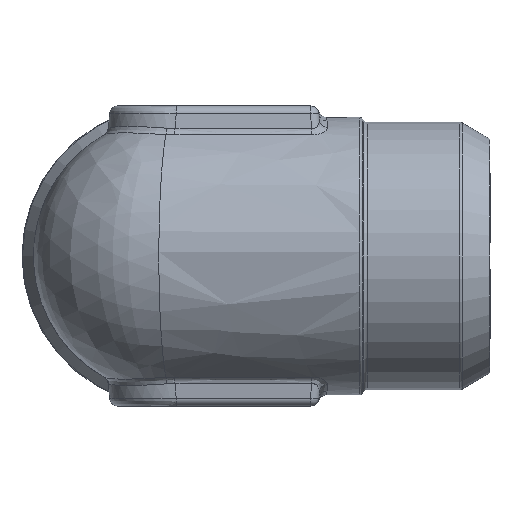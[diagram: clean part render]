
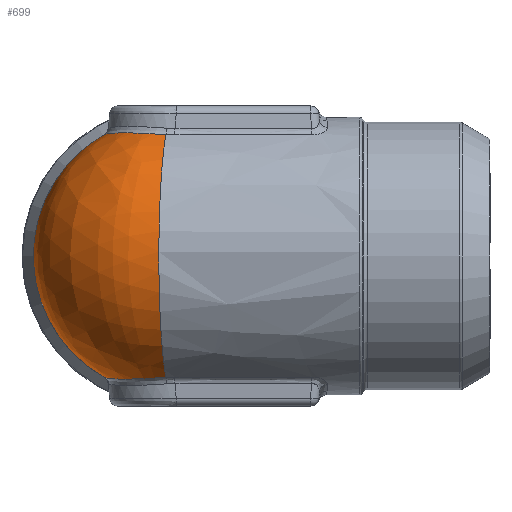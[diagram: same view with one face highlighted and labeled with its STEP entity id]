
A CAD part, left-side view. The second image highlights one B-rep face of the part: STEP entity #699.
In plain terms, the highlighted free-form (B-spline) face has degree [3, 2] with [24, 3] control points.
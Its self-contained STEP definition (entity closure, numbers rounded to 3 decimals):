
#459=FACE_OUTER_BOUND('',#996,.T.);
#699=ADVANCED_FACE('',(#459),#821,.T.);
#821=(
BOUNDED_SURFACE()
B_SPLINE_SURFACE(3,2,((#4589,#4590,#4591),(#4592,#4593,#4594),(#4595,#4596,
#4597),(#4598,#4599,#4600),(#4601,#4602,#4603),(#4604,#4605,#4606),(#4607,
#4608,#4609),(#4610,#4611,#4612),(#4613,#4614,#4615),(#4616,#4617,#4618),
(#4619,#4620,#4621),(#4622,#4623,#4624),(#4625,#4626,#4627),(#4628,#4629,
#4630),(#4631,#4632,#4633),(#4634,#4635,#4636),(#4637,#4638,#4639),(#4640,
#4641,#4642),(#4643,#4644,#4645),(#4646,#4647,#4648),(#4649,#4650,#4651),
(#4652,#4653,#4654),(#4655,#4656,#4657),(#4658,#4659,#4660)),
 .UNSPECIFIED.,.F.,.F.,.F.)
B_SPLINE_SURFACE_WITH_KNOTS((4,2,2,2,2,2,2,2,2,2,2,4),(3,3),(0.,0.125,0.25,
0.313,0.375,0.438,0.5,0.563,0.625,0.75,0.875,1.),(0.,1.),
 .UNSPECIFIED.)
GEOMETRIC_REPRESENTATION_ITEM()
RATIONAL_B_SPLINE_SURFACE(((1.,0.941,1.),(1.,0.924,
1.),(1.,0.904,1.),(1.,0.858,1.),(1.,0.832,
1.),(1.,0.794,1.),(1.,0.782,1.),(1.,0.758,
1.),(1.,0.747,1.),(1.,0.728,1.),(1.,0.72,
1.),(1.,0.71,1.),(1.,0.707,1.),(1.,0.707,
1.),(1.,0.71,1.),(1.,0.721,1.),(1.,0.728,
1.),(1.,0.757,1.),(1.,0.782,1.),(1.,0.832,
1.),(1.,0.858,1.),(1.,0.904,1.),(1.,0.924,
1.),(1.,0.941,1.)))
REPRESENTATION_ITEM('')
SURFACE()
);
#996=EDGE_LOOP('',(#1410,#1411,#1412,#1413));
#1410=ORIENTED_EDGE('',*,*,#2137,.F.);
#1411=ORIENTED_EDGE('',*,*,#2266,.T.);
#1412=ORIENTED_EDGE('',*,*,#2075,.F.);
#1413=ORIENTED_EDGE('',*,*,#2267,.T.);
#1855=VERTEX_POINT('',#3450);
#1856=VERTEX_POINT('',#3461);
#1916=VERTEX_POINT('',#3820);
#1917=VERTEX_POINT('',#3831);
#2075=EDGE_CURVE('',#1855,#1856,#2424,.T.);
#2137=EDGE_CURVE('',#1916,#1917,#2467,.T.);
#2266=EDGE_CURVE('',#1916,#1856,#2514,.T.);
#2267=EDGE_CURVE('',#1855,#1917,#2515,.T.);
#2424=B_SPLINE_CURVE_WITH_KNOTS('',3,(#3451,#3452,#3453,#3454,#3455,#3456,
#3457,#3458,#3459,#3460),.UNSPECIFIED.,.F.,.F.,(4,2,2,2,4),(0.,0.25,0.5,
0.75,1.),.UNSPECIFIED.);
#2467=B_SPLINE_CURVE_WITH_KNOTS('',3,(#3821,#3822,#3823,#3824,#3825,#3826,
#3827,#3828,#3829,#3830),.UNSPECIFIED.,.F.,.F.,(4,2,2,2,4),(0.,0.25,0.5,
0.75,1.),.UNSPECIFIED.);
#2514=B_SPLINE_CURVE_WITH_KNOTS('',3,(#4577,#4578,#4579,#4580,#4581,#4582),
 .UNSPECIFIED.,.F.,.F.,(4,2,4),(0.,0.5,1.),.UNSPECIFIED.);
#2515=B_SPLINE_CURVE_WITH_KNOTS('',3,(#4583,#4584,#4585,#4586,#4587,#4588),
 .UNSPECIFIED.,.F.,.F.,(4,2,4),(0.,0.5,1.),.UNSPECIFIED.);
#3450=CARTESIAN_POINT('',(-8.103,0.792,14.517));
#3451=CARTESIAN_POINT('',(-8.103,0.792,14.517));
#3452=CARTESIAN_POINT('',(-10.675,1.043,13.081));
#3453=CARTESIAN_POINT('',(-12.831,1.254,10.977));
#3454=CARTESIAN_POINT('',(-15.827,1.547,5.884));
#3455=CARTESIAN_POINT('',(-16.626,1.625,2.961));
#3456=CARTESIAN_POINT('',(-16.624,1.625,-2.972));
#3457=CARTESIAN_POINT('',(-15.811,1.545,-5.918));
#3458=CARTESIAN_POINT('',(-12.828,1.254,-10.975));
#3459=CARTESIAN_POINT('',(-10.672,1.043,-13.083));
#3460=CARTESIAN_POINT('',(-8.103,0.792,-14.517));
#3461=CARTESIAN_POINT('',(-8.103,0.792,-14.517));
#3820=CARTESIAN_POINT('',(-0.792,8.103,-14.517));
#3821=CARTESIAN_POINT('',(-0.792,8.103,-14.517));
#3822=CARTESIAN_POINT('',(-1.043,10.672,-13.083));
#3823=CARTESIAN_POINT('',(-1.254,12.828,-10.975));
#3824=CARTESIAN_POINT('',(-1.545,15.811,-5.918));
#3825=CARTESIAN_POINT('',(-1.625,16.624,-2.972));
#3826=CARTESIAN_POINT('',(-1.625,16.626,2.961));
#3827=CARTESIAN_POINT('',(-1.547,15.827,5.884));
#3828=CARTESIAN_POINT('',(-1.254,12.831,10.977));
#3829=CARTESIAN_POINT('',(-1.043,10.675,13.081));
#3830=CARTESIAN_POINT('',(-0.792,8.103,14.517));
#3831=CARTESIAN_POINT('',(-0.792,8.103,14.517));
#4577=CARTESIAN_POINT('',(-0.792,8.103,-14.517));
#4578=CARTESIAN_POINT('',(-2.647,7.869,-14.647));
#4579=CARTESIAN_POINT('',(-4.374,7.02,-14.732));
#4580=CARTESIAN_POINT('',(-7.012,4.385,-14.732));
#4581=CARTESIAN_POINT('',(-7.869,2.647,-14.647));
#4582=CARTESIAN_POINT('',(-8.103,0.792,-14.517));
#4583=CARTESIAN_POINT('',(-8.103,0.792,14.517));
#4584=CARTESIAN_POINT('',(-7.869,2.647,14.647));
#4585=CARTESIAN_POINT('',(-7.012,4.385,14.732));
#4586=CARTESIAN_POINT('',(-4.374,7.02,14.732));
#4587=CARTESIAN_POINT('',(-2.647,7.869,14.647));
#4588=CARTESIAN_POINT('',(-0.792,8.103,14.517));
#4589=CARTESIAN_POINT('',(-7.944,0.776,-14.604));
#4590=CARTESIAN_POINT('',(-4.822,4.822,-16.302));
#4591=CARTESIAN_POINT('',(-0.776,7.944,-14.604));
#4592=CARTESIAN_POINT('',(-9.062,0.886,-13.996));
#4593=CARTESIAN_POINT('',(-5.663,5.663,-16.16));
#4594=CARTESIAN_POINT('',(-0.886,9.062,-13.996));
#4595=CARTESIAN_POINT('',(-10.128,0.99,-13.253));
#4596=CARTESIAN_POINT('',(-6.568,6.568,-15.95));
#4597=CARTESIAN_POINT('',(-0.99,10.128,-13.253));
#4598=CARTESIAN_POINT('',(-12.136,1.186,-11.442));
#4599=CARTESIAN_POINT('',(-8.608,8.608,-15.164));
#4600=CARTESIAN_POINT('',(-1.186,12.136,-11.442));
#4601=CARTESIAN_POINT('',(-13.082,1.279,-10.365));
#4602=CARTESIAN_POINT('',(-9.781,9.781,-14.557));
#4603=CARTESIAN_POINT('',(-1.279,13.082,-10.365));
#4604=CARTESIAN_POINT('',(-14.298,1.398,-8.515));
#4605=CARTESIAN_POINT('',(-11.619,11.619,-13.024));
#4606=CARTESIAN_POINT('',(-1.398,14.298,-8.515));
#4607=CARTESIAN_POINT('',(-14.672,1.434,-7.857));
#4608=CARTESIAN_POINT('',(-12.263,12.263,-12.384));
#4609=CARTESIAN_POINT('',(-1.434,14.672,-7.857));
#4610=CARTESIAN_POINT('',(-15.347,1.5,-6.441));
#4611=CARTESIAN_POINT('',(-13.549,13.549,-10.763));
#4612=CARTESIAN_POINT('',(-1.5,15.347,-6.441));
#4613=CARTESIAN_POINT('',(-15.637,1.528,-5.703));
#4614=CARTESIAN_POINT('',(-14.17,14.17,-9.795));
#4615=CARTESIAN_POINT('',(-1.528,15.637,-5.703));
#4616=CARTESIAN_POINT('',(-16.117,1.575,-4.159));
#4617=CARTESIAN_POINT('',(-15.281,15.281,-7.497));
#4618=CARTESIAN_POINT('',(-1.575,16.117,-4.159));
#4619=CARTESIAN_POINT('',(-16.307,1.594,-3.346));
#4620=CARTESIAN_POINT('',(-15.766,15.766,-6.153));
#4621=CARTESIAN_POINT('',(-1.594,16.307,-3.346));
#4622=CARTESIAN_POINT('',(-16.561,1.619,-1.683));
#4623=CARTESIAN_POINT('',(-16.444,16.444,-3.188));
#4624=CARTESIAN_POINT('',(-1.619,16.561,-1.683));
#4625=CARTESIAN_POINT('',(-16.626,1.625,-0.84));
#4626=CARTESIAN_POINT('',(-16.627,16.627,-1.597));
#4627=CARTESIAN_POINT('',(-1.625,16.626,-0.84));
#4628=CARTESIAN_POINT('',(-16.624,1.625,0.871));
#4629=CARTESIAN_POINT('',(-16.623,16.623,1.656));
#4630=CARTESIAN_POINT('',(-1.625,16.624,0.871));
#4631=CARTESIAN_POINT('',(-16.558,1.618,1.709));
#4632=CARTESIAN_POINT('',(-16.435,16.435,3.235));
#4633=CARTESIAN_POINT('',(-1.618,16.558,1.709));
#4634=CARTESIAN_POINT('',(-16.305,1.594,3.352));
#4635=CARTESIAN_POINT('',(-15.761,15.761,6.163));
#4636=CARTESIAN_POINT('',(-1.594,16.305,3.352));
#4637=CARTESIAN_POINT('',(-16.115,1.575,4.166));
#4638=CARTESIAN_POINT('',(-15.278,15.278,7.508));
#4639=CARTESIAN_POINT('',(-1.575,16.115,4.166));
#4640=CARTESIAN_POINT('',(-15.39,1.504,6.496));
#4641=CARTESIAN_POINT('',(-13.618,13.618,10.93));
#4642=CARTESIAN_POINT('',(-1.504,15.39,6.496));
#4643=CARTESIAN_POINT('',(-14.698,1.437,7.909));
#4644=CARTESIAN_POINT('',(-12.262,12.262,12.491));
#4645=CARTESIAN_POINT('',(-1.437,14.698,7.909));
#4646=CARTESIAN_POINT('',(-13.071,1.278,10.38));
#4647=CARTESIAN_POINT('',(-9.766,9.766,14.568));
#4648=CARTESIAN_POINT('',(-1.278,13.071,10.38));
#4649=CARTESIAN_POINT('',(-12.143,1.187,11.437));
#4650=CARTESIAN_POINT('',(-8.615,8.615,15.162));
#4651=CARTESIAN_POINT('',(-1.187,12.143,11.437));
#4652=CARTESIAN_POINT('',(-10.116,0.989,13.263));
#4653=CARTESIAN_POINT('',(-6.556,6.556,15.954));
#4654=CARTESIAN_POINT('',(-0.989,10.116,13.263));
#4655=CARTESIAN_POINT('',(-9.051,0.885,14.002));
#4656=CARTESIAN_POINT('',(-5.655,5.655,16.162));
#4657=CARTESIAN_POINT('',(-0.885,9.051,14.002));
#4658=CARTESIAN_POINT('',(-7.946,0.777,14.603));
#4659=CARTESIAN_POINT('',(-4.823,4.823,16.302));
#4660=CARTESIAN_POINT('',(-0.777,7.946,14.603));
